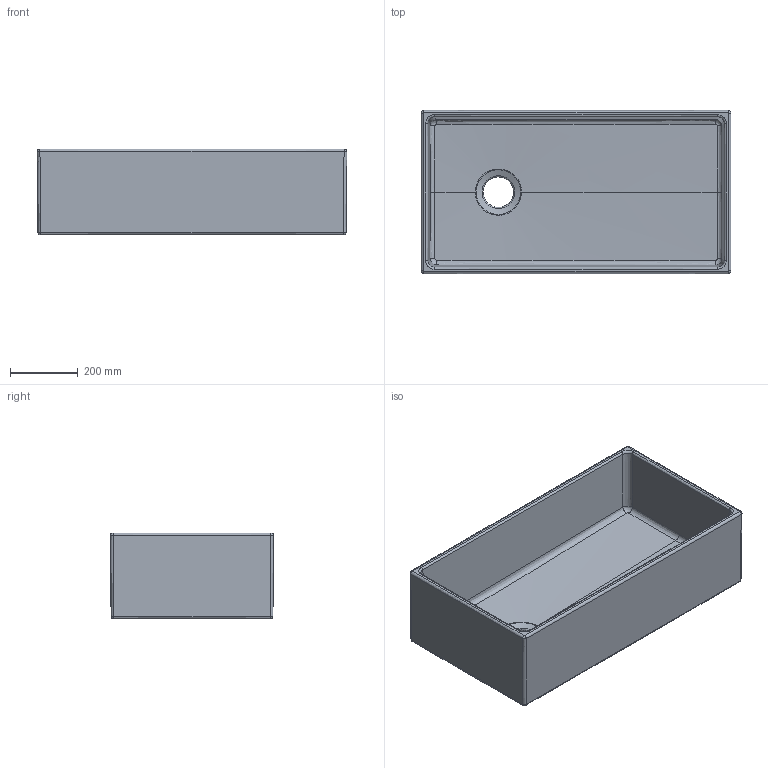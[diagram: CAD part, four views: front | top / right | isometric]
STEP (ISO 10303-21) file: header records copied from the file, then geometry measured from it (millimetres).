
FILE_DESCRIPTION(/* description */ (''),/* implementation_level */ '2;1');
FILE_NAME(/* name */ '1354 36X19X10 TEK GÖZ AF OFFSET SİFON.stp',/* time_stamp */ '2016-10-19T09:38:58+03:00',/* author */ (''),/* organization */ (''),/* preprocessor_version */ 'ST-DEVELOPER v16',/* originating_system */ 'SIEMENS PLM Software NX 10.0',/* authorisation */ '');
FILE_SCHEMA (('AP203_CONFIGURATION_CONTROLLED_3D_DESIGN_OF_MECHANICAL_PARTS_AND_ASSEMBLIES_MIM_LF { 1 0 10303 403 2 1 2}'));
Length unit declared in the file: millimetre
Products named in the file (1): Cosk54B82AA8912x
Bounding box: 914.7 x 482.47 x 254 mm (x, y, z)
Volume: 22688703.4 mm3; surface area: 2155251 mm2
Topology: 1 solids, 1 shells, 304 faces, 687 edges, 394 vertices
Faces by surface type: bspline 234, cylinder 36, plane 33, cone 1
Full cylindrical faces by diameter (mm): 8 x4
Entity records: 16124 total; most frequent: CARTESIAN_POINT 10889, ORIENTED_EDGE 1360, EDGE_CURVE 680, DIRECTION 634, B_SPLINE_CURVE_WITH_KNOTS 402, VERTEX_POINT 392, EDGE_LOOP 320, ADVANCED_FACE 304
